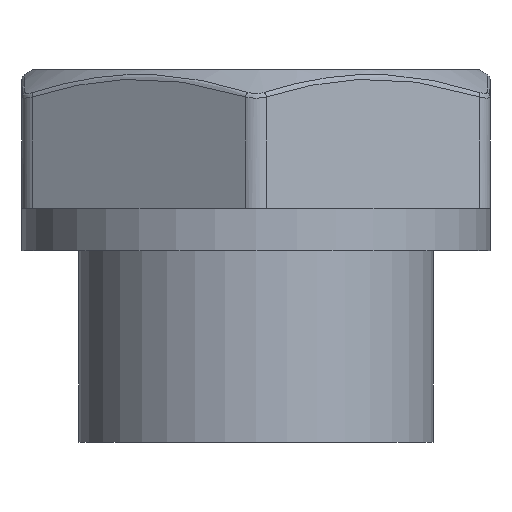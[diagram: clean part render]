
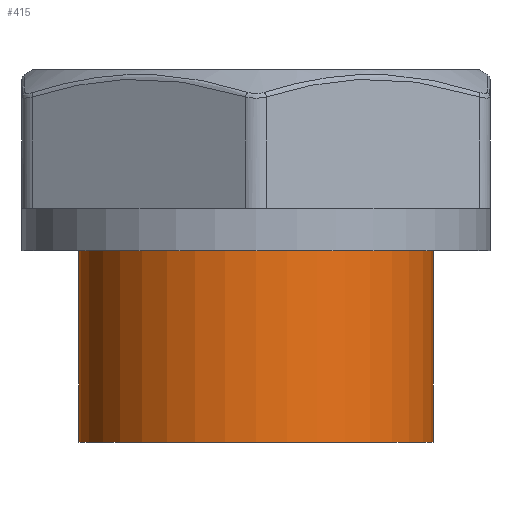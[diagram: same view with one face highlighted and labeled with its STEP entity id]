
A CAD part, front view. The second image highlights one B-rep face of the part: STEP entity #415.
In plain terms, the highlighted cylindrical face has radius 8.331 mm (diameter 16.662 mm), a full revolution.
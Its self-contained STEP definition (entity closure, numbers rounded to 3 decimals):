
#415 = ADVANCED_FACE( '', ( #914, #915 ), #916, .T. );
#914 = FACE_OUTER_BOUND( '', #2388, .T. );
#915 = FACE_OUTER_BOUND( '', #2389, .T. );
#916 = CYLINDRICAL_SURFACE( '', #2390, 8.331 );
#2388 = EDGE_LOOP( '', ( #3730 ) );
#2389 = EDGE_LOOP( '', ( #3731 ) );
#2390 = AXIS2_PLACEMENT_3D( '', #3732, #3733, #3734 );
#3730 = ORIENTED_EDGE( '', *, *, #4984, .F. );
#3731 = ORIENTED_EDGE( '', *, *, #4985, .T. );
#3732 = CARTESIAN_POINT( '', ( 0., 0., 11. ) );
#3733 = DIRECTION( '', ( 0., 0., 1. ) );
#3734 = DIRECTION( '', ( -1., 0., 0. ) );
#4984 = EDGE_CURVE( '', #5869, #5869, #5870, .T. );
#4985 = EDGE_CURVE( '', #5871, #5871, #5872, .F. );
#5869 = VERTEX_POINT( '', #7840 );
#5870 = CIRCLE( '', #7841, 8.331 );
#5871 = VERTEX_POINT( '', #7842 );
#5872 = CIRCLE( '', #7843, 8.331 );
#7840 = CARTESIAN_POINT( '', ( 8.331, 0., 0. ) );
#7841 = AXIS2_PLACEMENT_3D( '', #8561, #8562, #8563 );
#7842 = CARTESIAN_POINT( '', ( 8.331, 0., 9. ) );
#7843 = AXIS2_PLACEMENT_3D( '', #8564, #8565, #8566 );
#8561 = CARTESIAN_POINT( '', ( 0., 0., 0. ) );
#8562 = DIRECTION( '', ( 0., 0., -1. ) );
#8563 = DIRECTION( '', ( 1., 0., 0. ) );
#8564 = CARTESIAN_POINT( '', ( 0., 0., 9. ) );
#8565 = DIRECTION( '', ( 0., 0., 1. ) );
#8566 = DIRECTION( '', ( 1., 0., 0. ) );
